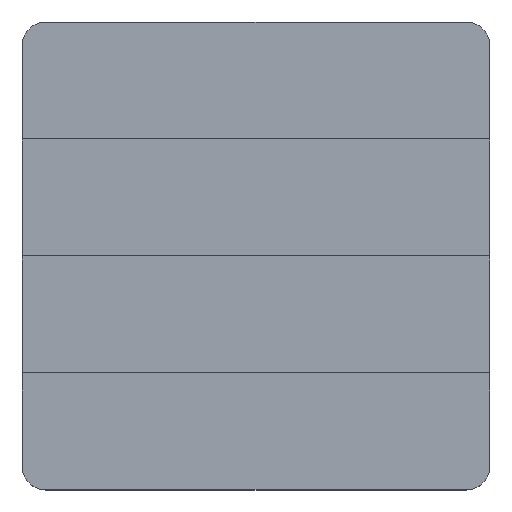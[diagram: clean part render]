
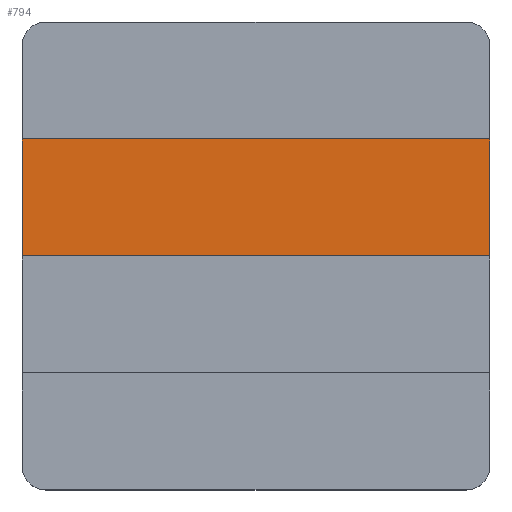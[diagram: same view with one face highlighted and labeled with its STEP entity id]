
A CAD part, top view. The second image highlights one B-rep face of the part: STEP entity #794.
In plain terms, the highlighted planar face has unit normal (0, 0, 1).
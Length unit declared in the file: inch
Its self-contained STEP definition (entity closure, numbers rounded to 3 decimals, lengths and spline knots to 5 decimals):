
#76=FACE_OUTER_BOUND('',#130,.T.);
#130=EDGE_LOOP('',(#655,#656,#657,#658));
#187=LINE('',#1309,#263);
#192=LINE('',#1319,#268);
#194=LINE('',#1323,#270);
#195=LINE('',#1324,#271);
#263=VECTOR('',#1079,0.3937);
#268=VECTOR('',#1088,0.3937);
#270=VECTOR('',#1092,0.3937);
#271=VECTOR('',#1093,0.3937);
#377=VERTEX_POINT('',#1306);
#378=VERTEX_POINT('',#1308);
#381=VERTEX_POINT('',#1318);
#382=VERTEX_POINT('',#1322);
#471=EDGE_CURVE('',#378,#377,#187,.T.);
#476=EDGE_CURVE('',#381,#378,#192,.T.);
#478=EDGE_CURVE('',#377,#382,#194,.T.);
#479=EDGE_CURVE('',#381,#382,#195,.T.);
#655=ORIENTED_EDGE('',*,*,#471,.T.);
#656=ORIENTED_EDGE('',*,*,#478,.T.);
#657=ORIENTED_EDGE('',*,*,#479,.F.);
#658=ORIENTED_EDGE('',*,*,#476,.T.);
#746=PLANE('',#898);
#794=ADVANCED_FACE('',(#76),#746,.T.);
#898=AXIS2_PLACEMENT_3D('',#1321,#1090,#1091);
#1079=DIRECTION('',(-1.,0.,0.));
#1088=DIRECTION('',(0.,1.,0.));
#1090=DIRECTION('center_axis',(0.,0.,1.));
#1091=DIRECTION('ref_axis',(1.,0.,0.));
#1092=DIRECTION('',(0.,-1.,0.));
#1093=DIRECTION('',(-1.,0.,0.));
#1306=CARTESIAN_POINT('',(-0.59055,0.29528,0.08));
#1308=CARTESIAN_POINT('',(0.59055,0.29528,0.08));
#1309=CARTESIAN_POINT('',(0.,0.29528,0.08));
#1318=CARTESIAN_POINT('',(0.59055,0.,0.08));
#1319=CARTESIAN_POINT('',(0.59055,-0.53055,0.08));
#1321=CARTESIAN_POINT('Origin',(0.,0.,0.08));
#1322=CARTESIAN_POINT('',(-0.59055,0.,0.08));
#1323=CARTESIAN_POINT('',(-0.59055,0.53055,0.08));
#1324=CARTESIAN_POINT('',(0.,0.,0.08));
